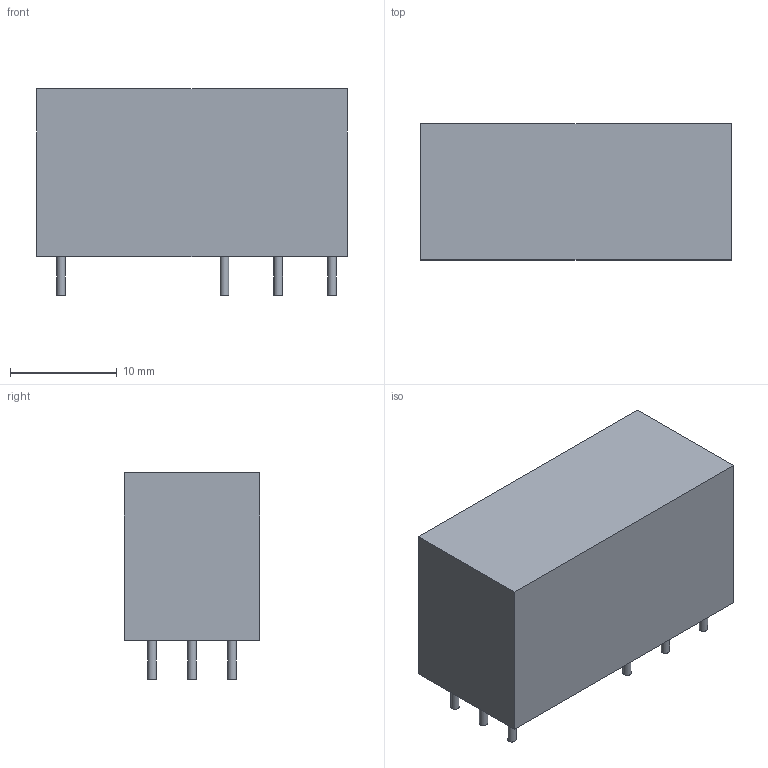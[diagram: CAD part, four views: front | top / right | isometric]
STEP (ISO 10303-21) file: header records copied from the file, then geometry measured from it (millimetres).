
FILE_DESCRIPTION(/* description */ (''),/* implementation_level */ '2;1');
FILE_NAME(/* name */ 'PB973-ND.step',/* time_stamp */ '2022-06-15T16:05:40+08:00',/* author */ (''),/* organization */ (''),/* preprocessor_version */ 'ST-DEVELOPER v19',/* originating_system */ 'Autodesk Translation Framework v11.7.0.108',/* authorisation */ '');
FILE_SCHEMA (('AUTOMOTIVE_DESIGN { 1 0 10303 214 3 1 1 }'));
Length unit declared in the file: millimetre
Products named in the file (1): ft
Bounding box: 29 x 12.7 x 19.3 mm (x, y, z)
Volume: 5798.6 mm3; surface area: 2127.4 mm2
Topology: 1 solids, 1 shells, 24 faces, 39 edges, 26 vertices
Faces by surface type: plane 15, cylinder 9
Full cylindrical faces by diameter (mm): 0.8 x9
Entity records: 594 total; most frequent: DIRECTION 107, CARTESIAN_POINT 90, ORIENTED_EDGE 78, AXIS2_PLACEMENT_3D 43, EDGE_CURVE 39, EDGE_LOOP 33, VERTEX_POINT 26, FACE_OUTER_BOUND 24
